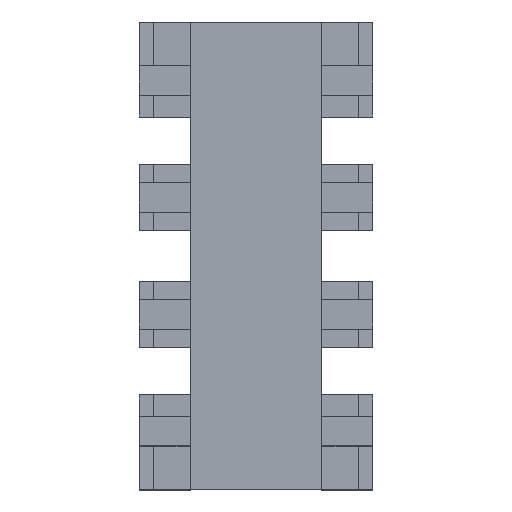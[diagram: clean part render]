
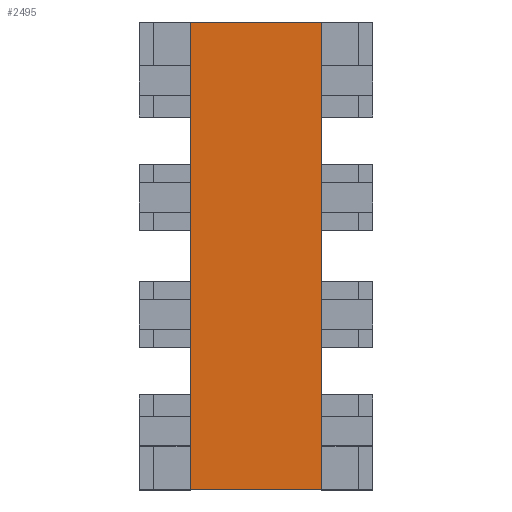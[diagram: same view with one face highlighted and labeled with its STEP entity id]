
A CAD part, top view. The second image highlights one B-rep face of the part: STEP entity #2495.
In plain terms, the highlighted planar face has unit normal (0, 0, 1).
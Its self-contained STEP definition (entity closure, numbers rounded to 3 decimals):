
#2456=CARTESIAN_POINT('',(0.0,0.0,0.6));
#2457=DIRECTION('',(0.0,0.0,1.0));
#2458=DIRECTION('',(-1.0,0.0,0.0));
#2459=AXIS2_PLACEMENT_3D('',#2456,#2457,#2458);
#2460=PLANE('',#2459);
#2461=CARTESIAN_POINT('',(-0.45,1.6,0.6));
#2462=VERTEX_POINT('',#2461);
#2463=CARTESIAN_POINT('',(-0.45,-1.6,0.6));
#2464=VERTEX_POINT('',#2463);
#2465=CARTESIAN_POINT('',(-0.45,1.6,0.6));
#2466=DIRECTION('',(0.0,-1.0,0.0));
#2467=VECTOR('',#2466,3.2);
#2468=LINE('',#2465,#2467);
#2469=EDGE_CURVE('',#2462,#2464,#2468,.T.);
#2470=ORIENTED_EDGE('',*,*,#2469,.T.);
#2471=CARTESIAN_POINT('',(0.45,-1.6,0.6));
#2472=VERTEX_POINT('',#2471);
#2473=CARTESIAN_POINT('',(-0.45,-1.6,0.6));
#2474=DIRECTION('',(1.0,0.0,0.0));
#2475=VECTOR('',#2474,0.9);
#2476=LINE('',#2473,#2475);
#2477=EDGE_CURVE('',#2464,#2472,#2476,.T.);
#2478=ORIENTED_EDGE('',*,*,#2477,.T.);
#2479=CARTESIAN_POINT('',(0.45,1.6,0.6));
#2480=VERTEX_POINT('',#2479);
#2481=CARTESIAN_POINT('',(0.45,-1.6,0.6));
#2482=DIRECTION('',(0.0,1.0,0.0));
#2483=VECTOR('',#2482,3.2);
#2484=LINE('',#2481,#2483);
#2485=EDGE_CURVE('',#2472,#2480,#2484,.T.);
#2486=ORIENTED_EDGE('',*,*,#2485,.T.);
#2487=CARTESIAN_POINT('',(0.45,1.6,0.6));
#2488=DIRECTION('',(-1.0,0.0,0.0));
#2489=VECTOR('',#2488,0.9);
#2490=LINE('',#2487,#2489);
#2491=EDGE_CURVE('',#2480,#2462,#2490,.T.);
#2492=ORIENTED_EDGE('',*,*,#2491,.T.);
#2493=EDGE_LOOP('',(#2470,#2478,#2486,#2492));
#2494=FACE_OUTER_BOUND('',#2493,.T.);
#2495=ADVANCED_FACE('',(#2494),#2460,.T.);
